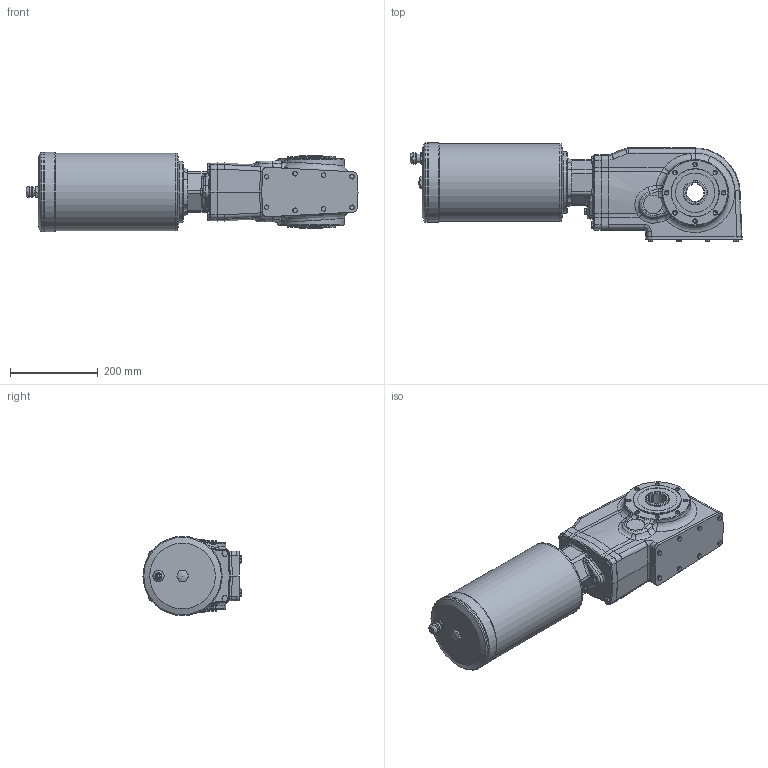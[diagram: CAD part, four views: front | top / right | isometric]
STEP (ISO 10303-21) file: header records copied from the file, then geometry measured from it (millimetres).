
FILE_DESCRIPTION( ( 'Unknown' ), '1' );
FILE_NAME( '9BAD50A81FF4DDD0BC8ADD38B014F37.3d.stp', 'Unknown', ( 'Unknown' ), ( 'Unknown' ), 'PSStep 10.1', 'Unknown', ' ' );
FILE_SCHEMA( ( 'AUTOMOTIVE_DESIGN { 1 0 10303 214 1 1 1 1 }' ) );
Length unit declared in the file: millimetre
Products named in the file (1): X73N
Bounding box: 758.4 x 224.1 x 181 mm (x, y, z)
Volume: 16423110.5 mm3; surface area: 554108.5 mm2
Topology: 1 solids, 16 shells, 871 faces, 2055 edges, 1275 vertices
Faces by surface type: plane 315, cylinder 229, cone 178, bspline 85, torus 59, extrusion 4, sphere 1
Full cylindrical faces by diameter (mm): 2.6 x1, 6 x14, 6.647 x8, 7 x15, 8.376 x32, 8.9 x8, 9 x4, 10 x6, 11.6 x6, 12 x6, 13.4 x1, 16.662 x1, 18 x2, 20 x1, 24 x1, 30 x1, 42.5 x2, 55 x2, 62 x1, 85 x1, 90 x2, 95 x1, 110 x2, 140 x1, 177.98 x1, 178 x2, 180.98 x2, 181 x3
Entity records: 42763 total; most frequent: CARTESIAN_POINT 17838, DIRECTION 3655, ORIENTED_EDGE 3416, EDGE_CURVE 1708, AXIS2_PLACEMENT_3D 1533, EDGE_LOOP 1207, VERTEX_POINT 1181, FACE_OUTER_BOUND 1046
